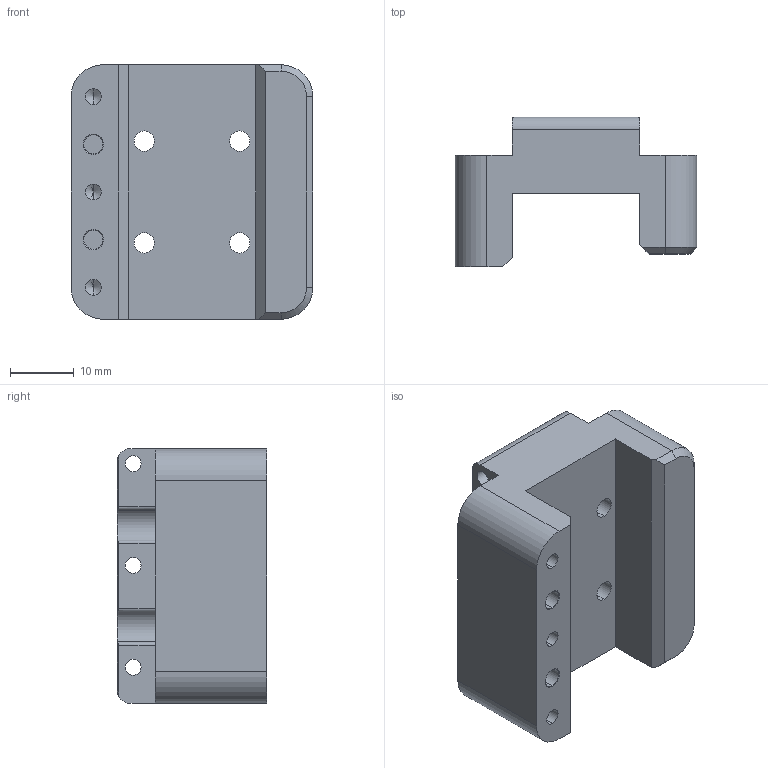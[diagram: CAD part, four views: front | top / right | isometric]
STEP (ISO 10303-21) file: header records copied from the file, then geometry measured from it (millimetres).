
FILE_DESCRIPTION (( 'STEP AP203' ), '1' );
FILE_NAME ('標蛈蟀諉璃.STEP', '2025-08-01T17:42:28', ( '' ), ( '' ), 'SwSTEP 2.0', 'SolidWorks 2022', '' );
FILE_SCHEMA (( 'CONFIG_CONTROL_DESIGN' ));
Length unit declared in the file: millimetre
Products named in the file (1): 夹爪连接件
Bounding box: 38 x 23.5 x 40 mm (x, y, z)
Volume: 19650.6 mm3; surface area: 7526.2 mm2
Topology: 1 solids, 1 shells, 97 faces, 265 edges, 169 vertices
Faces by surface type: cylinder 54, plane 31, cone 12
Entity records: 3164 total; most frequent: CARTESIAN_POINT 562, DIRECTION 557, ORIENTED_EDGE 518, EDGE_CURVE 259, AXIS2_PLACEMENT_3D 212, VERTEX_POINT 169, VECTOR 133, LINE 133
